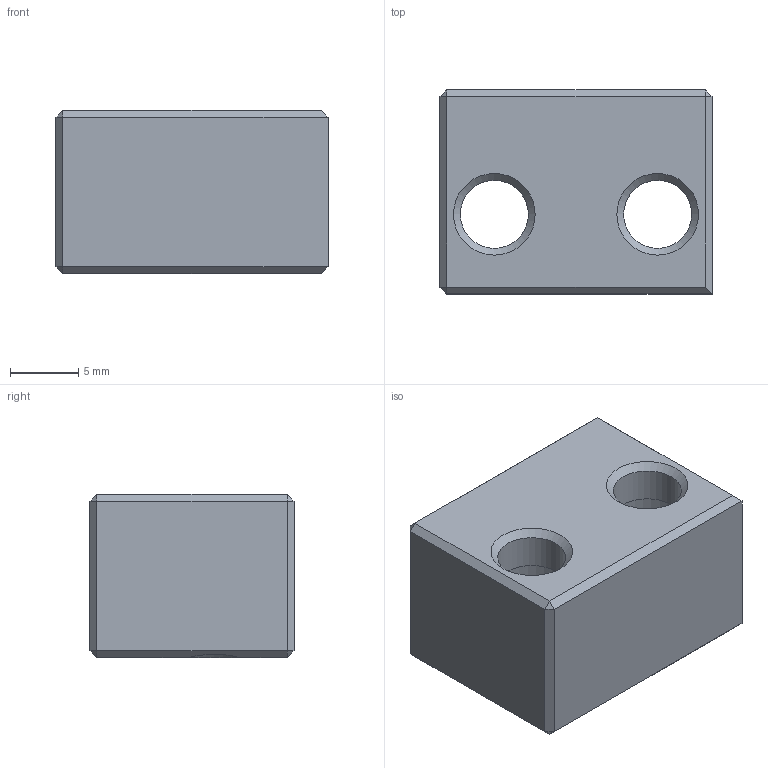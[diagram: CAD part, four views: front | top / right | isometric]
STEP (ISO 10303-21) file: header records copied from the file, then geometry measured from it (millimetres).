
FILE_DESCRIPTION(/* description */ (''),/* implementation_level */ '2;1');
FILE_NAME(/* name */ '05-0339.step',/* time_stamp */ '2024-02-22T16:05:25-08:00',/* author */ (''),/* organization */ (''),/* preprocessor_version */ 'ST-DEVELOPER v20',/* originating_system */ 'Autodesk Translation Framework v12.14.0.127',/* authorisation */ '');
FILE_SCHEMA (('AUTOMOTIVE_DESIGN { 1 0 10303 214 3 1 1 }'));
Length unit declared in the file: metre
Products named in the file (1): PE-K1-12 基礎面軟爪 (05-0339)
Bounding box: 20 x 15 x 12 mm (x, y, z)
Volume: 2758.4 mm3; surface area: 1777.4 mm2
Topology: 1 solids, 1 shells, 33 faces, 73 edges, 42 vertices
Faces by surface type: plane 25, cylinder 4, cone 4
Full cylindrical faces by diameter (mm): 5 x2, 7 x2
Entity records: 922 total; most frequent: DIRECTION 155, CARTESIAN_POINT 155, ORIENTED_EDGE 146, EDGE_CURVE 73, LINE 53, VECTOR 53, AXIS2_PLACEMENT_3D 51, VERTEX_POINT 42
